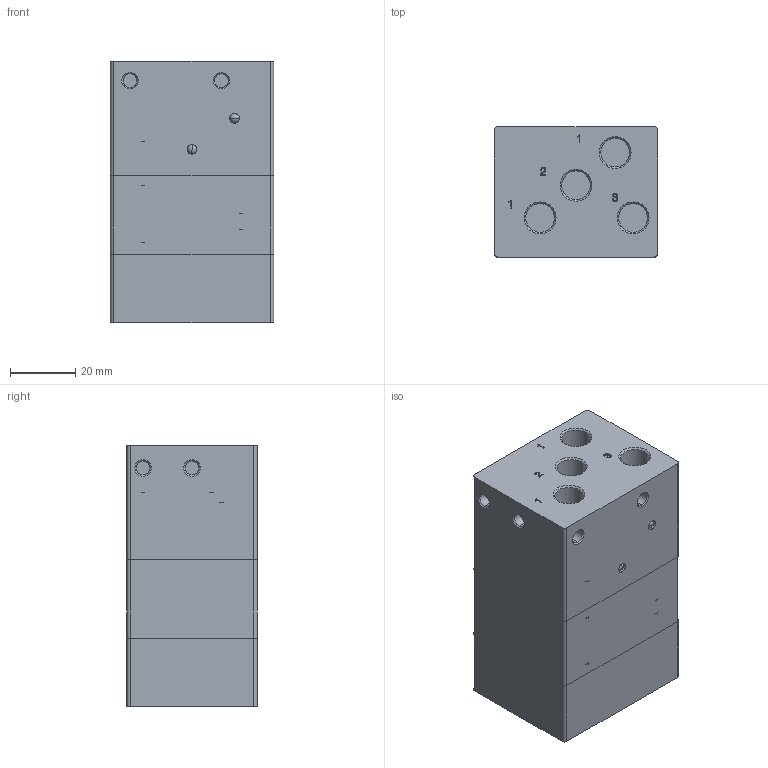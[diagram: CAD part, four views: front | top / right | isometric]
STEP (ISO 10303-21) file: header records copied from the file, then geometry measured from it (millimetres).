
FILE_DESCRIPTION (( 'STEP AP214' ), '1' );
FILE_NAME ('08_156_4.STEP', '2016-01-04T13:15:49', ( '' ), ( '' ), 'SwSTEP 2.0', 'SolidWorks 2016', '' );
FILE_SCHEMA (( 'AUTOMOTIVE_DESIGN' ));
Length unit declared in the file: millimetre
Products named in the file (1): 08_156_4
Bounding box: 50 x 40 x 80.2 mm (x, y, z)
Volume: 157348.1 mm3; surface area: 32017.2 mm2
Topology: 22 solids, 22 shells, 325 faces, 778 edges, 494 vertices
Faces by surface type: plane 140, cylinder 74, cone 37, sphere 30, bspline 24, torus 20
Entity records: 12099 total; most frequent: CARTESIAN_POINT 3142, DIRECTION 1522, ORIENTED_EDGE 1390, EDGE_CURVE 695, AXIS2_PLACEMENT_3D 581, VERTEX_POINT 449, LINE 360, VECTOR 360
